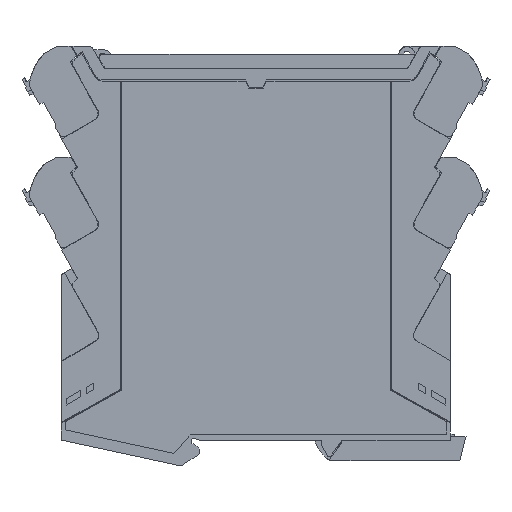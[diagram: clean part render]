
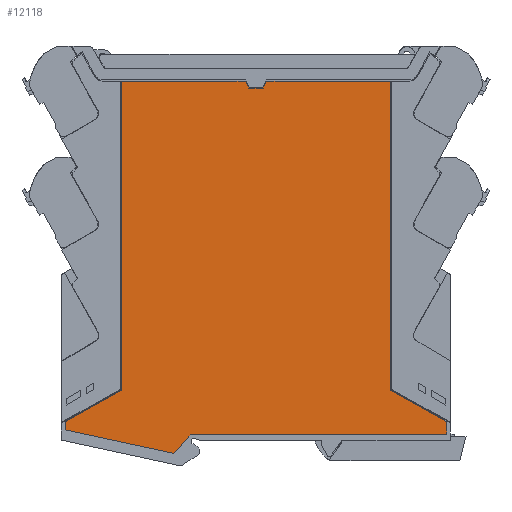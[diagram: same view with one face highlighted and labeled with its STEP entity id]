
A CAD part, left-side view. The second image highlights one B-rep face of the part: STEP entity #12118.
In plain terms, the highlighted planar face has unit normal (-1, 0, 0).
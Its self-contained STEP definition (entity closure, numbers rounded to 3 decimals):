
#4820=AXIS2_PLACEMENT_3D('Plane Axis2P3D',#4817,#4818,#4819) ;
#4817=CARTESIAN_POINT('Axis2P3D Location',(0.,63.562,7.202)) ;
#8851=CARTESIAN_POINT('Vertex',(0.,85.842,3.591)) ;
#8854=CARTESIAN_POINT('Line Origine',(0.,100.618,6.77)) ;
#8858=CARTESIAN_POINT('Vertex',(0.,115.395,9.949)) ;
#8879=CARTESIAN_POINT('Line Origine',(0.,115.395,11.084)) ;
#8883=CARTESIAN_POINT('Vertex',(0.,115.395,12.218)) ;
#8904=CARTESIAN_POINT('Line Origine',(0.,107.778,16.483)) ;
#8908=CARTESIAN_POINT('Vertex',(0.,100.162,20.748)) ;
#8929=CARTESIAN_POINT('Line Origine',(0.,100.162,62.725)) ;
#8933=CARTESIAN_POINT('Vertex',(0.,100.162,104.702)) ;
#8954=CARTESIAN_POINT('Line Origine',(0.,68.143,104.702)) ;
#8958=CARTESIAN_POINT('Vertex',(0.,66.393,104.702)) ;
#8960=CARTESIAN_POINT('Vertex',(0.,69.893,104.702)) ;
#8968=CARTESIAN_POINT('Line Origine',(0.,85.028,104.702)) ;
#8987=CARTESIAN_POINT('Line Origine',(0.,65.95,103.752)) ;
#8991=CARTESIAN_POINT('Vertex',(0.,65.507,102.802)) ;
#9016=CARTESIAN_POINT('Vertex',(0.,61.618,102.802)) ;
#9019=CARTESIAN_POINT('Line Origine',(0.,63.562,102.802)) ;
#9037=CARTESIAN_POINT('Line Origine',(0.,61.175,103.752)) ;
#9041=CARTESIAN_POINT('Vertex',(0.,60.732,104.702)) ;
#9057=CARTESIAN_POINT('Line Origine',(0.,58.982,104.702)) ;
#9061=CARTESIAN_POINT('Vertex',(0.,57.232,104.702)) ;
#9064=CARTESIAN_POINT('Line Origine',(0.,42.097,104.702)) ;
#9068=CARTESIAN_POINT('Vertex',(0.,26.962,104.702)) ;
#9090=CARTESIAN_POINT('Line Origine',(0.,26.962,62.725)) ;
#9094=CARTESIAN_POINT('Vertex',(0.,26.962,20.748)) ;
#9115=CARTESIAN_POINT('Line Origine',(0.,19.346,16.483)) ;
#9119=CARTESIAN_POINT('Vertex',(0.,11.73,12.218)) ;
#9140=CARTESIAN_POINT('Line Origine',(0.,11.73,10.51)) ;
#9144=CARTESIAN_POINT('Vertex',(0.,11.73,8.802)) ;
#9165=CARTESIAN_POINT('Line Origine',(0.,48.556,8.802)) ;
#9169=CARTESIAN_POINT('Vertex',(0.,81.289,8.802)) ;
#9190=CARTESIAN_POINT('Line Origine',(0.,81.526,8.531)) ;
#9194=CARTESIAN_POINT('Vertex',(0.,81.762,8.26)) ;
#9197=CARTESIAN_POINT('Line Origine',(0.,81.765,8.257)) ;
#9201=CARTESIAN_POINT('Vertex',(0.,81.767,8.254)) ;
#9204=CARTESIAN_POINT('Line Origine',(0.,83.805,5.923)) ;
#4818=DIRECTION('Axis2P3D Direction',(-1.,0.,0.)) ;
#4819=DIRECTION('Axis2P3D XDirection',(0.,-1.,0.)) ;
#8855=DIRECTION('Vector Direction',(0.,-0.978,-0.21)) ;
#8880=DIRECTION('Vector Direction',(0.,0.,-1.)) ;
#8905=DIRECTION('Vector Direction',(0.,0.872,-0.489)) ;
#8930=DIRECTION('Vector Direction',(0.,0.,-1.)) ;
#8955=DIRECTION('Vector Direction',(0.,1.,0.)) ;
#8969=DIRECTION('Vector Direction',(0.,1.,0.)) ;
#8988=DIRECTION('Vector Direction',(0.,0.423,0.906)) ;
#9020=DIRECTION('Vector Direction',(0.,1.,0.)) ;
#9038=DIRECTION('Vector Direction',(0.,-0.423,0.906)) ;
#9058=DIRECTION('Vector Direction',(0.,1.,0.)) ;
#9065=DIRECTION('Vector Direction',(0.,1.,0.)) ;
#9091=DIRECTION('Vector Direction',(0.,0.,1.)) ;
#9116=DIRECTION('Vector Direction',(0.,0.872,0.489)) ;
#9141=DIRECTION('Vector Direction',(0.,0.,1.)) ;
#9166=DIRECTION('Vector Direction',(0.,1.,0.)) ;
#9191=DIRECTION('Vector Direction',(0.,-0.658,0.753)) ;
#9198=DIRECTION('Vector Direction',(0.,-0.658,0.753)) ;
#9205=DIRECTION('Vector Direction',(0.,-0.658,0.753)) ;
#8856=VECTOR('Line Direction',#8855,1.) ;
#8881=VECTOR('Line Direction',#8880,1.) ;
#8906=VECTOR('Line Direction',#8905,1.) ;
#8931=VECTOR('Line Direction',#8930,1.) ;
#8956=VECTOR('Line Direction',#8955,1.) ;
#8970=VECTOR('Line Direction',#8969,1.) ;
#8989=VECTOR('Line Direction',#8988,1.) ;
#9021=VECTOR('Line Direction',#9020,1.) ;
#9039=VECTOR('Line Direction',#9038,1.) ;
#9059=VECTOR('Line Direction',#9058,1.) ;
#9066=VECTOR('Line Direction',#9065,1.) ;
#9092=VECTOR('Line Direction',#9091,1.) ;
#9117=VECTOR('Line Direction',#9116,1.) ;
#9142=VECTOR('Line Direction',#9141,1.) ;
#9167=VECTOR('Line Direction',#9166,1.) ;
#9192=VECTOR('Line Direction',#9191,1.) ;
#9199=VECTOR('Line Direction',#9198,1.) ;
#9206=VECTOR('Line Direction',#9205,1.) ;
#12099=ORIENTED_EDGE('',*,*,#9208,.T.) ;
#12100=ORIENTED_EDGE('',*,*,#9203,.T.) ;
#12101=ORIENTED_EDGE('',*,*,#9196,.T.) ;
#12102=ORIENTED_EDGE('',*,*,#9171,.T.) ;
#12103=ORIENTED_EDGE('',*,*,#9146,.T.) ;
#12104=ORIENTED_EDGE('',*,*,#9121,.T.) ;
#12105=ORIENTED_EDGE('',*,*,#9096,.T.) ;
#12106=ORIENTED_EDGE('',*,*,#9070,.T.) ;
#12107=ORIENTED_EDGE('',*,*,#9063,.T.) ;
#12108=ORIENTED_EDGE('',*,*,#9043,.T.) ;
#12109=ORIENTED_EDGE('',*,*,#9023,.T.) ;
#12110=ORIENTED_EDGE('',*,*,#8993,.T.) ;
#12111=ORIENTED_EDGE('',*,*,#8962,.T.) ;
#12112=ORIENTED_EDGE('',*,*,#8972,.T.) ;
#12113=ORIENTED_EDGE('',*,*,#8935,.T.) ;
#12114=ORIENTED_EDGE('',*,*,#8910,.T.) ;
#12115=ORIENTED_EDGE('',*,*,#8885,.T.) ;
#12116=ORIENTED_EDGE('',*,*,#8860,.T.) ;
#12118=ADVANCED_FACE('GEHAEUSE',(#12117),#4821,.T.) ;
#8860=EDGE_CURVE('',#8859,#8852,#8857,.T.) ;
#8885=EDGE_CURVE('',#8884,#8859,#8882,.T.) ;
#8910=EDGE_CURVE('',#8909,#8884,#8907,.T.) ;
#8935=EDGE_CURVE('',#8934,#8909,#8932,.T.) ;
#8962=EDGE_CURVE('',#8959,#8961,#8957,.T.) ;
#8972=EDGE_CURVE('',#8961,#8934,#8971,.T.) ;
#8993=EDGE_CURVE('',#8992,#8959,#8990,.T.) ;
#9023=EDGE_CURVE('',#9017,#8992,#9022,.T.) ;
#9043=EDGE_CURVE('',#9042,#9017,#9040,.F.) ;
#9063=EDGE_CURVE('',#9062,#9042,#9060,.T.) ;
#9070=EDGE_CURVE('',#9069,#9062,#9067,.T.) ;
#9096=EDGE_CURVE('',#9095,#9069,#9093,.T.) ;
#9121=EDGE_CURVE('',#9120,#9095,#9118,.T.) ;
#9146=EDGE_CURVE('',#9145,#9120,#9143,.T.) ;
#9171=EDGE_CURVE('',#9170,#9145,#9168,.F.) ;
#9196=EDGE_CURVE('',#9195,#9170,#9193,.T.) ;
#9203=EDGE_CURVE('',#9202,#9195,#9200,.T.) ;
#9208=EDGE_CURVE('',#8852,#9202,#9207,.T.) ;
#12098=EDGE_LOOP('',(#12099,#12100,#12101,#12102,#12103,#12104,#12105,#12106,#12107,#12108,#12109,#12110,#12111,#12112,#12113,#12114,#12115,#12116)) ;
#12117=FACE_OUTER_BOUND('',#12098,.T.) ;
#8857=LINE('Line',#8854,#8856) ;
#8882=LINE('Line',#8879,#8881) ;
#8907=LINE('Line',#8904,#8906) ;
#8932=LINE('Line',#8929,#8931) ;
#8957=LINE('Line',#8954,#8956) ;
#8971=LINE('Line',#8968,#8970) ;
#8990=LINE('Line',#8987,#8989) ;
#9022=LINE('Line',#9019,#9021) ;
#9040=LINE('Line',#9037,#9039) ;
#9060=LINE('Line',#9057,#9059) ;
#9067=LINE('Line',#9064,#9066) ;
#9093=LINE('Line',#9090,#9092) ;
#9118=LINE('Line',#9115,#9117) ;
#9143=LINE('Line',#9140,#9142) ;
#9168=LINE('Line',#9165,#9167) ;
#9193=LINE('Line',#9190,#9192) ;
#9200=LINE('Line',#9197,#9199) ;
#9207=LINE('Line',#9204,#9206) ;
#4821=PLANE('',#4820) ;
#8852=VERTEX_POINT('',#8851) ;
#8859=VERTEX_POINT('',#8858) ;
#8884=VERTEX_POINT('',#8883) ;
#8909=VERTEX_POINT('',#8908) ;
#8934=VERTEX_POINT('',#8933) ;
#8959=VERTEX_POINT('',#8958) ;
#8961=VERTEX_POINT('',#8960) ;
#8992=VERTEX_POINT('',#8991) ;
#9017=VERTEX_POINT('',#9016) ;
#9042=VERTEX_POINT('',#9041) ;
#9062=VERTEX_POINT('',#9061) ;
#9069=VERTEX_POINT('',#9068) ;
#9095=VERTEX_POINT('',#9094) ;
#9120=VERTEX_POINT('',#9119) ;
#9145=VERTEX_POINT('',#9144) ;
#9170=VERTEX_POINT('',#9169) ;
#9195=VERTEX_POINT('',#9194) ;
#9202=VERTEX_POINT('',#9201) ;
